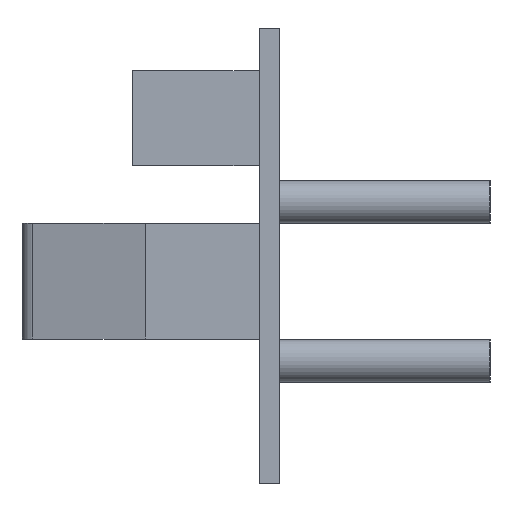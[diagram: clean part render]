
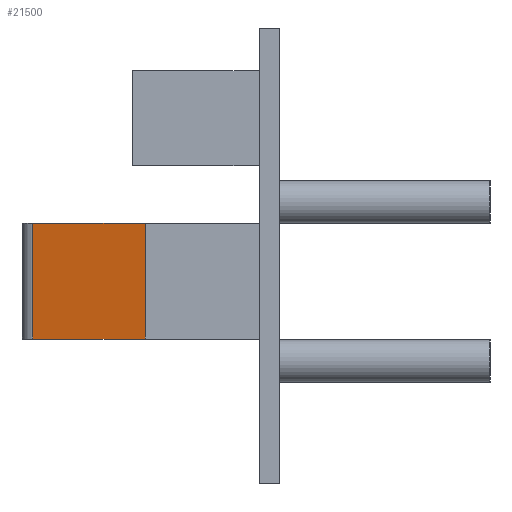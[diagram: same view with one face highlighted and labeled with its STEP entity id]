
A CAD part, left-side view. The second image highlights one B-rep face of the part: STEP entity #21500.
In plain terms, the highlighted face is planar.
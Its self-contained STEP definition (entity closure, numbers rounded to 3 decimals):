
#10070=CARTESIAN_POINT('',(15.76,14.12,9.77));
#10080=VERTEX_POINT('',#10070);
#10110=CARTESIAN_POINT('',(15.009,14.12,
6.416));
#10120=DIRECTION('',(-0.219,0.,-0.976));
#10130=VECTOR('',#10120,1.);
#10140=LINE('',#10110,#10130);
#10150=CARTESIAN_POINT('',(17.585,14.12,17.919
));
#10160=VERTEX_POINT('',#10150);
#10170=EDGE_CURVE('',#10160,#10080,#10140,.T.);
#15020=CARTESIAN_POINT('',(17.585,22.52,17.919
));
#15030=VERTEX_POINT('',#15020);
#15080=CARTESIAN_POINT('',(17.585,14.12,17.919
));
#15090=DIRECTION('',(0.,-1.,0.));
#15100=VECTOR('',#15090,1.);
#15110=LINE('',#15080,#15100);
#15120=EDGE_CURVE('',#15030,#10160,#15110,.T.);
#21270=CARTESIAN_POINT('',(15.009,22.52,
6.416));
#21280=DIRECTION('',(0.976,0.,-0.219));
#21290=DIRECTION('',(0.219,0.,0.976));
#21300=AXIS2_PLACEMENT_3D('',#21270,#21280,#21290);
#21310=PLANE('',#21300);
#21320=CARTESIAN_POINT('',(13.908,22.52,1.5));
#21330=DIRECTION('',(0.219,0.,0.976));
#21340=VECTOR('',#21330,1.);
#21350=LINE('',#21320,#21340);
#21360=CARTESIAN_POINT('',(15.76,22.52,9.77));
#21370=VERTEX_POINT('',#21360);
#21380=EDGE_CURVE('',#21370,#15030,#21350,.T.);
#21390=ORIENTED_EDGE('',*,*,#21380,.F.);
#21400=ORIENTED_EDGE('',*,*,#15120,.F.);
#21410=ORIENTED_EDGE('',*,*,#10170,.F.);
#21420=CARTESIAN_POINT('',(15.76,19.62,9.77));
#21430=DIRECTION('',(0.,-1.,0.));
#21440=VECTOR('',#21430,1.);
#21450=LINE('',#21420,#21440);
#21460=EDGE_CURVE('',#21370,#10080,#21450,.T.);
#21470=ORIENTED_EDGE('',*,*,#21460,.T.);
#21480=EDGE_LOOP('',(#21470,#21410,#21400,#21390));
#21490=FACE_OUTER_BOUND('',#21480,.T.);
#21500=ADVANCED_FACE('',(#21490),#21310,.F.);
